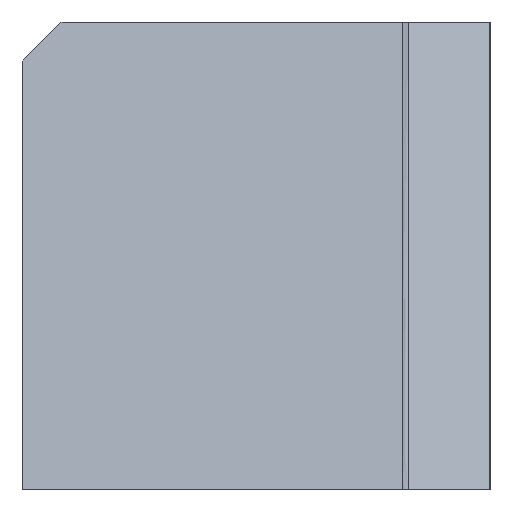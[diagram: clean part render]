
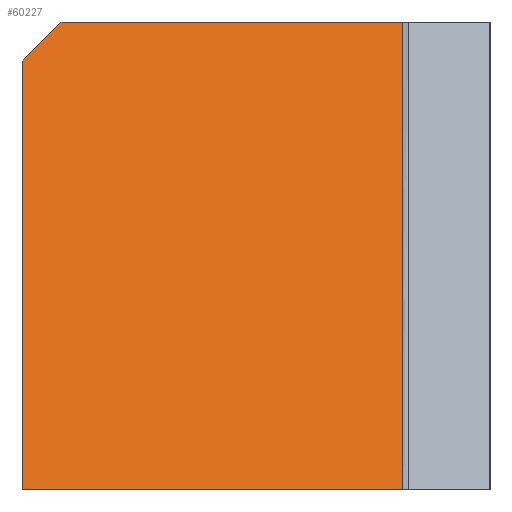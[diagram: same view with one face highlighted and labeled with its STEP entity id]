
A CAD part, left-side view. The second image highlights one B-rep face of the part: STEP entity #60227.
In plain terms, the highlighted planar face has unit normal (-0.943, 0, 0.334).
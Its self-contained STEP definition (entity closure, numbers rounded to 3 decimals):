
#32=CARTESIAN_POINT('',(-0.709,0.,-2.));
#33=VERTEX_POINT('',#32);
#34=CARTESIAN_POINT('',(-0.,-2.,0.));
#35=VERTEX_POINT('',#34);
#36=CARTESIAN_POINT('',(-0.709,0.,-2.));
#37=DIRECTION('',(0.243,-0.686,0.686));
#38=VECTOR('',#37,2.916);
#39=LINE('',#36,#38);
#40=EDGE_CURVE('',#33,#35,#39,.T.);
#81=CARTESIAN_POINT('',(-8.512,0.,-24.));
#82=VERTEX_POINT('',#81);
#89=CARTESIAN_POINT('',(-0.709,0.,-2.));
#90=DIRECTION('',(-0.334,0.,-0.942));
#91=VECTOR('',#90,23.343);
#92=LINE('',#89,#91);
#93=EDGE_CURVE('',#33,#82,#92,.T.);
#59985=CARTESIAN_POINT('',(-0.,-19.5,-0.));
#59986=VERTEX_POINT('',#59985);
#59995=CARTESIAN_POINT('',(-8.512,-19.5,-24.));
#59996=VERTEX_POINT('',#59995);
#59997=CARTESIAN_POINT('',(-0.,-19.5,0.));
#59998=DIRECTION('',(-0.334,0.,-0.942));
#59999=VECTOR('',#59998,25.465);
#60000=LINE('',#59997,#59999);
#60001=EDGE_CURVE('',#59986,#59996,#60000,.T.);
#60205=CARTESIAN_POINT('',(-0.,-19.5,0.));
#60206=DIRECTION('',(-0.942,0.,0.334));
#60207=DIRECTION('',(0.,1.,-0.));
#60208=AXIS2_PLACEMENT_3D('',#60205,#60206,#60207);
#60209=PLANE('',#60208);
#60210=ORIENTED_EDGE('',*,*,#40,.F.);
#60211=ORIENTED_EDGE('',*,*,#93,.T.);
#60212=CARTESIAN_POINT('',(-8.512,-19.5,-24.));
#60213=DIRECTION('',(0.,1.,0.));
#60214=VECTOR('',#60213,19.5);
#60215=LINE('',#60212,#60214);
#60216=EDGE_CURVE('',#59996,#82,#60215,.T.);
#60217=ORIENTED_EDGE('',*,*,#60216,.F.);
#60218=ORIENTED_EDGE('',*,*,#60001,.F.);
#60219=CARTESIAN_POINT('',(-0.,-2.,0.));
#60220=DIRECTION('',(-0.,-1.,0.));
#60221=VECTOR('',#60220,17.5);
#60222=LINE('',#60219,#60221);
#60223=EDGE_CURVE('',#35,#59986,#60222,.T.);
#60224=ORIENTED_EDGE('',*,*,#60223,.F.);
#60225=EDGE_LOOP('',(#60210,#60211,#60217,#60218,#60224));
#60226=FACE_BOUND('',#60225,.T.);
#60227=ADVANCED_FACE('',(#60226),#60209,.T.);
